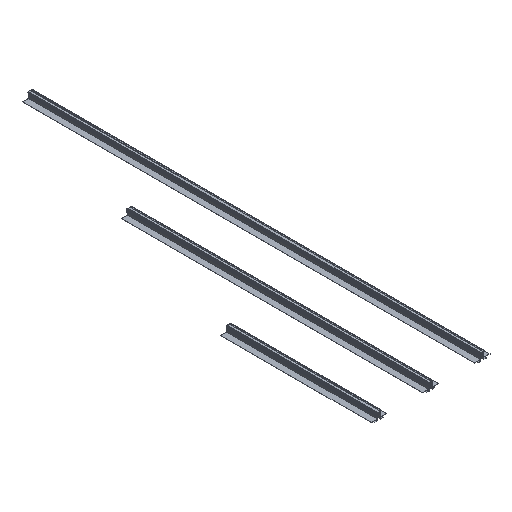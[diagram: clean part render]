
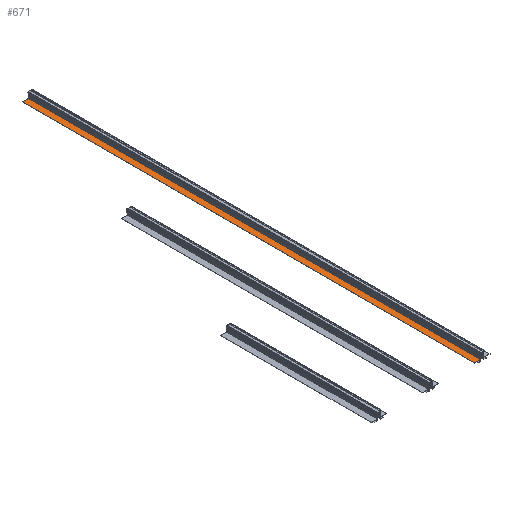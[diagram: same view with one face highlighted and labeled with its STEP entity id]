
A CAD part, isometric view. The second image highlights one B-rep face of the part: STEP entity #671.
In plain terms, the highlighted planar face has unit normal (0, 0, 1).
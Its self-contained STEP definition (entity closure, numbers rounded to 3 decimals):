
#671=ADVANCED_FACE('',(#1141),#7020,.T.);
#1141=FACE_OUTER_BOUND('',#1611,.T.);
#1611=EDGE_LOOP('',(#2120,#2121,#2122,#2123));
#2120=ORIENTED_EDGE('',*,*,#4139,.F.);
#2121=ORIENTED_EDGE('',*,*,#4138,.F.);
#2122=ORIENTED_EDGE('',*,*,#4140,.T.);
#2123=ORIENTED_EDGE('',*,*,#4141,.T.);
#4138=EDGE_CURVE('',#6199,#6158,#5338,.T.);
#4139=EDGE_CURVE('',#6158,#6159,#5339,.T.);
#4140=EDGE_CURVE('',#6199,#6200,#5340,.T.);
#4141=EDGE_CURVE('',#6200,#6159,#5341,.T.);
#5338=B_SPLINE_CURVE_WITH_KNOTS('',1,(#8578,#8579),.UNSPECIFIED.,.F.,.F.,
(2,2),(-300.,0.),.UNSPECIFIED.);
#5339=B_SPLINE_CURVE_WITH_KNOTS('',1,(#8580,#8581),.UNSPECIFIED.,.F.,.F.,
(2,2),(0.,4.),.UNSPECIFIED.);
#5340=B_SPLINE_CURVE_WITH_KNOTS('',1,(#8582,#8583),.UNSPECIFIED.,.F.,.F.,
(2,2),(0.,4.),.UNSPECIFIED.);
#5341=B_SPLINE_CURVE_WITH_KNOTS('',1,(#8584,#8585),.UNSPECIFIED.,.F.,.F.,
(2,2),(-300.,0.),.UNSPECIFIED.);
#6158=VERTEX_POINT('',#8431);
#6159=VERTEX_POINT('',#8432);
#6199=VERTEX_POINT('',#8472);
#6200=VERTEX_POINT('',#8473);
#7020=PLANE('',#7484);
#7484=AXIS2_PLACEMENT_3D('',#8389,#7936,$);
#7936=DIRECTION('',(0.,0.,1.));
#8389=CARTESIAN_POINT('',(2329.848,0.,4.114));
#8431=CARTESIAN_POINT('',(2333.848,0.,4.114));
#8432=CARTESIAN_POINT('',(2329.848,0.,4.114));
#8472=CARTESIAN_POINT('',(2333.848,300.,4.114));
#8473=CARTESIAN_POINT('',(2329.848,300.,4.114));
#8578=CARTESIAN_POINT('',(2333.848,300.,4.114));
#8579=CARTESIAN_POINT('',(2333.848,0.,4.114));
#8580=CARTESIAN_POINT('',(2333.848,0.,4.114));
#8581=CARTESIAN_POINT('',(2329.848,0.,4.114));
#8582=CARTESIAN_POINT('',(2333.848,300.,4.114));
#8583=CARTESIAN_POINT('',(2329.848,300.,4.114));
#8584=CARTESIAN_POINT('',(2329.848,300.,4.114));
#8585=CARTESIAN_POINT('',(2329.848,0.,4.114));
